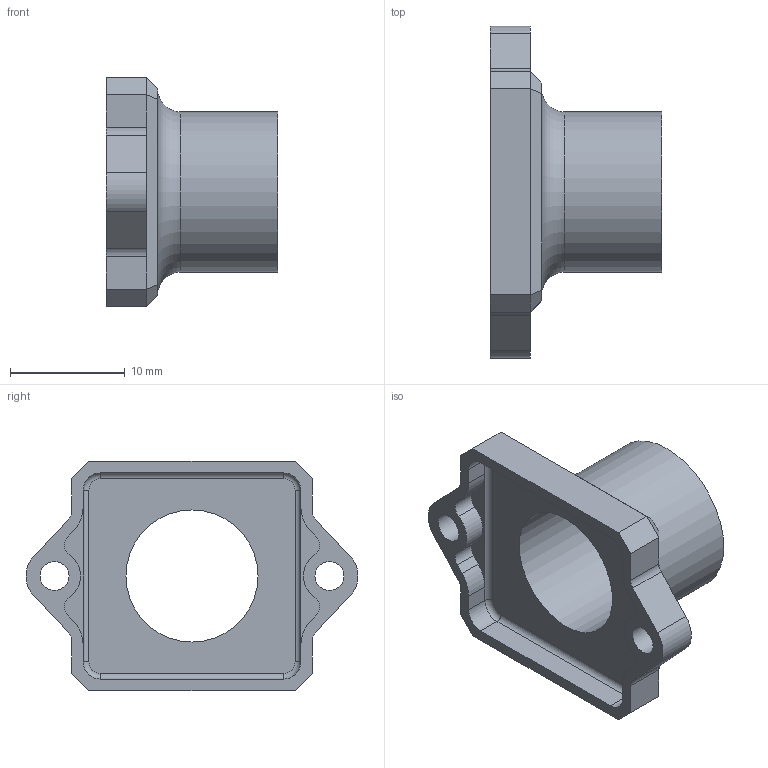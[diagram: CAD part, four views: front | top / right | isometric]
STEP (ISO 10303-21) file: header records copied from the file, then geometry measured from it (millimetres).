
FILE_DESCRIPTION(/* description */ (''),/* implementation_level */ '2;1');
FILE_NAME(/* name */ 'Lens Mount (34V0-LN-MNT) v33.step',/* time_stamp */ '2021-11-03T11:34:55-04:00',/* author */ (''),/* organization */ (''),/* preprocessor_version */ 'ST-DEVELOPER v18.1',/* originating_system */ 'Autodesk Translation Framework v10.10.0.1391',/* authorisation */ '');
FILE_SCHEMA (('AUTOMOTIVE_DESIGN { 1 0 10303 214 3 1 1 }'));
Length unit declared in the file: millimetre
Products named in the file (1): Lens Mount (34V0-LN-MNT)
Bounding box: 15 x 28.98 x 20 mm (x, y, z)
Volume: 1438.9 mm3; surface area: 2132.5 mm2
Topology: 1 solids, 1 shells, 74 faces, 185 edges, 114 vertices
Faces by surface type: plane 41, cylinder 28, torus 5
Full cylindrical faces by diameter (mm): 2.529 x2, 11.529 x1, 14 x1
Entity records: 2240 total; most frequent: DIRECTION 398, CARTESIAN_POINT 374, ORIENTED_EDGE 370, EDGE_CURVE 185, AXIS2_PLACEMENT_3D 138, LINE 122, VECTOR 122, VERTEX_POINT 114
